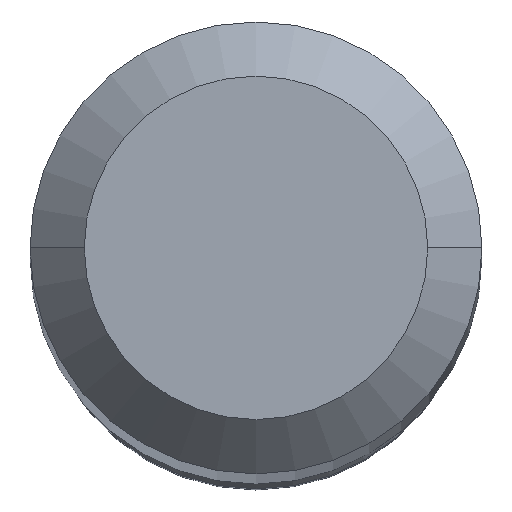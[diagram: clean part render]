
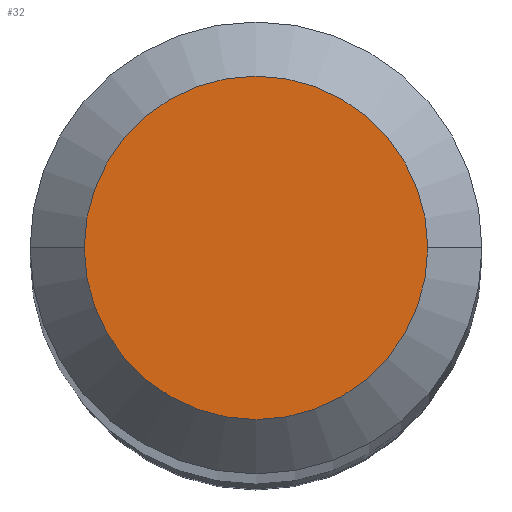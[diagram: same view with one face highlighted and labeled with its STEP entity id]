
A CAD part, top view. The second image highlights one B-rep face of the part: STEP entity #32.
In plain terms, the highlighted planar face has unit normal (0, 0, 1).
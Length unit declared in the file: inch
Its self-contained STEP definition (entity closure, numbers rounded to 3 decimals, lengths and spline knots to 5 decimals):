
#21 = ORIENTED_EDGE ( 'NONE', *, *, #95, .T. ) ;
#32 = ADVANCED_FACE ( 'NONE', ( #416 ), #41, .F. ) ;
#41 = PLANE ( 'NONE',  #94 ) ;
#80 = ORIENTED_EDGE ( 'NONE', *, *, #380, .T. ) ;
#94 = AXIS2_PLACEMENT_3D ( 'NONE', #242, #359, #246 ) ;
#95 = EDGE_CURVE ( 'NONE', #390, #267, #365, .T. ) ;
#113 = EDGE_LOOP ( 'NONE', ( #21, #80 ) ) ;
#153 = CARTESIAN_POINT ( 'NONE',  ( 0.0475, 0., 0. ) ) ;
#207 = CARTESIAN_POINT ( 'NONE',  ( 0., 0., 0. ) ) ;
#209 = DIRECTION ( 'NONE',  ( 1., 0., 0. ) ) ;
#242 = CARTESIAN_POINT ( 'NONE',  ( 0., 0.0475, 0. ) ) ;
#246 = DIRECTION ( 'NONE',  ( -1., 0., 0. ) ) ;
#267 = VERTEX_POINT ( 'NONE', #153 ) ;
#268 = DIRECTION ( 'NONE',  ( 0., 0., 1. ) ) ;
#296 = CARTESIAN_POINT ( 'NONE',  ( -0.0475, 0., 0. ) ) ;
#336 = DIRECTION ( 'NONE',  ( 1., 0., 0. ) ) ;
#353 = AXIS2_PLACEMENT_3D ( 'NONE', #207, #374, #209 ) ;
#354 = AXIS2_PLACEMENT_3D ( 'NONE', #430, #268, #336 ) ;
#359 = DIRECTION ( 'NONE',  ( 0., 0., -1. ) ) ;
#365 = CIRCLE ( 'NONE', #353, 0.0475 ) ;
#374 = DIRECTION ( 'NONE',  ( 0., 0., 1. ) ) ;
#380 = EDGE_CURVE ( 'NONE', #267, #390, #500, .T. ) ;
#390 = VERTEX_POINT ( 'NONE', #296 ) ;
#416 = FACE_OUTER_BOUND ( 'NONE', #113, .T. ) ;
#430 = CARTESIAN_POINT ( 'NONE',  ( 0., 0., 0. ) ) ;
#500 = CIRCLE ( 'NONE', #354, 0.0475 ) ;
